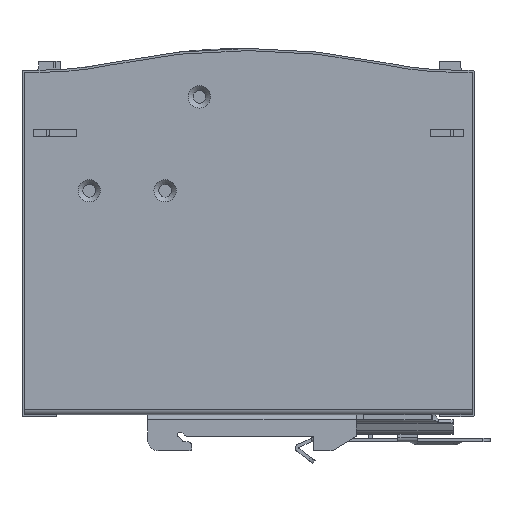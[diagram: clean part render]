
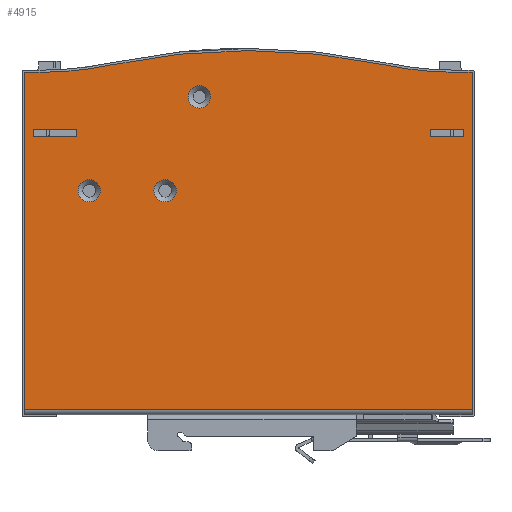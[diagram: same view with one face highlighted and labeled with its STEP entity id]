
A CAD part, front view. The second image highlights one B-rep face of the part: STEP entity #4915.
In plain terms, the highlighted planar face has unit normal (0, -1, 0).
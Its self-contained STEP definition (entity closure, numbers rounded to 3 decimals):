
#4915=ADVANCED_FACE('',(#14780,#14781,#14782,#14783,#14784,#14785),#6449,
 .F.);
#6449=PLANE('',#33242);
#7724=LINE('',#43045,#11251);
#7746=LINE('',#43130,#11273);
#7747=LINE('',#43133,#11274);
#7748=LINE('',#43135,#11275);
#7749=LINE('',#43137,#11276);
#7750=LINE('',#43138,#11277);
#7751=LINE('',#43141,#11278);
#7752=LINE('',#43143,#11279);
#7753=LINE('',#43145,#11280);
#7754=LINE('',#43146,#11281);
#7755=LINE('',#43154,#11282);
#7756=LINE('',#43156,#11283);
#7757=LINE('',#43158,#11284);
#11251=VECTOR('',#35337,1.);
#11273=VECTOR('',#35409,1.);
#11274=VECTOR('',#35410,1.);
#11275=VECTOR('',#35411,1.);
#11276=VECTOR('',#35412,1.);
#11277=VECTOR('',#35413,1.);
#11278=VECTOR('',#35414,1.);
#11279=VECTOR('',#35415,1.);
#11280=VECTOR('',#35416,1.);
#11281=VECTOR('',#35417,1.);
#11282=VECTOR('',#35424,1.);
#11283=VECTOR('',#35425,1.);
#11284=VECTOR('',#35426,1.);
#14780=FACE_BOUND('',#15156,.T.);
#14781=FACE_BOUND('',#15157,.T.);
#14782=FACE_BOUND('',#15158,.T.);
#14783=FACE_BOUND('',#15159,.T.);
#14784=FACE_BOUND('',#15160,.T.);
#14785=FACE_BOUND('',#15161,.T.);
#15156=EDGE_LOOP('',(#17023));
#15157=EDGE_LOOP('',(#17024));
#15158=EDGE_LOOP('',(#17025));
#15159=EDGE_LOOP('',(#17026,#17027,#17028,#17029));
#15160=EDGE_LOOP('',(#17030,#17031,#17032,#17033));
#15161=EDGE_LOOP('',(#17034,#17035,#17036,#17037,#17038,#17039,#17040,#17041));
#17023=ORIENTED_EDGE('',*,*,#28482,.T.);
#17024=ORIENTED_EDGE('',*,*,#28483,.T.);
#17025=ORIENTED_EDGE('',*,*,#28484,.T.);
#17026=ORIENTED_EDGE('',*,*,#28485,.F.);
#17027=ORIENTED_EDGE('',*,*,#28486,.F.);
#17028=ORIENTED_EDGE('',*,*,#28487,.F.);
#17029=ORIENTED_EDGE('',*,*,#28488,.F.);
#17030=ORIENTED_EDGE('',*,*,#28489,.F.);
#17031=ORIENTED_EDGE('',*,*,#28490,.F.);
#17032=ORIENTED_EDGE('',*,*,#28491,.F.);
#17033=ORIENTED_EDGE('',*,*,#28492,.F.);
#17034=ORIENTED_EDGE('',*,*,#28493,.F.);
#17035=ORIENTED_EDGE('',*,*,#28494,.F.);
#17036=ORIENTED_EDGE('',*,*,#28495,.F.);
#17037=ORIENTED_EDGE('',*,*,#28496,.F.);
#17038=ORIENTED_EDGE('',*,*,#28497,.F.);
#17039=ORIENTED_EDGE('',*,*,#28498,.F.);
#17040=ORIENTED_EDGE('',*,*,#28499,.T.);
#17041=ORIENTED_EDGE('',*,*,#28442,.T.);
#25567=VERTEX_POINT('',#43044);
#25568=VERTEX_POINT('',#43046);
#25603=VERTEX_POINT('',#43125);
#25604=VERTEX_POINT('',#43127);
#25605=VERTEX_POINT('',#43129);
#25606=VERTEX_POINT('',#43131);
#25607=VERTEX_POINT('',#43132);
#25608=VERTEX_POINT('',#43134);
#25609=VERTEX_POINT('',#43136);
#25610=VERTEX_POINT('',#43139);
#25611=VERTEX_POINT('',#43140);
#25612=VERTEX_POINT('',#43142);
#25613=VERTEX_POINT('',#43144);
#25614=VERTEX_POINT('',#43147);
#25615=VERTEX_POINT('',#43149);
#25616=VERTEX_POINT('',#43151);
#25617=VERTEX_POINT('',#43153);
#25618=VERTEX_POINT('',#43155);
#25619=VERTEX_POINT('',#43157);
#28442=EDGE_CURVE('',#25568,#25567,#7724,.T.);
#28482=EDGE_CURVE('',#25603,#25603,#32727,.T.);
#28483=EDGE_CURVE('',#25604,#25604,#32728,.T.);
#28484=EDGE_CURVE('',#25605,#25605,#32729,.T.);
#28485=EDGE_CURVE('',#25606,#25607,#7746,.T.);
#28486=EDGE_CURVE('',#25608,#25606,#7747,.T.);
#28487=EDGE_CURVE('',#25609,#25608,#7748,.T.);
#28488=EDGE_CURVE('',#25607,#25609,#7749,.T.);
#28489=EDGE_CURVE('',#25610,#25611,#7750,.T.);
#28490=EDGE_CURVE('',#25612,#25610,#7751,.T.);
#28491=EDGE_CURVE('',#25613,#25612,#7752,.T.);
#28492=EDGE_CURVE('',#25611,#25613,#7753,.T.);
#28493=EDGE_CURVE('',#25614,#25567,#7754,.T.);
#28494=EDGE_CURVE('',#25615,#25614,#32730,.T.);
#28495=EDGE_CURVE('',#25616,#25615,#32731,.T.);
#28496=EDGE_CURVE('',#25617,#25616,#32732,.T.);
#28497=EDGE_CURVE('',#25618,#25617,#7755,.T.);
#28498=EDGE_CURVE('',#25619,#25618,#7756,.T.);
#28499=EDGE_CURVE('',#25619,#25568,#7757,.T.);
#32727=CIRCLE('',#33236,3.1);
#32728=CIRCLE('',#33237,3.1);
#32729=CIRCLE('',#33238,3.1);
#32730=CIRCLE('',#33239,90.);
#32731=CIRCLE('',#33240,184.);
#32732=CIRCLE('',#33241,90.);
#33236=AXIS2_PLACEMENT_3D('',#43124,#35403,#35404);
#33237=AXIS2_PLACEMENT_3D('',#43126,#35405,#35406);
#33238=AXIS2_PLACEMENT_3D('',#43128,#35407,#35408);
#33239=AXIS2_PLACEMENT_3D('',#43148,#35418,#35419);
#33240=AXIS2_PLACEMENT_3D('',#43150,#35420,#35421);
#33241=AXIS2_PLACEMENT_3D('',#43152,#35422,#35423);
#33242=AXIS2_PLACEMENT_3D('',#43159,#35427,#35428);
#35337=DIRECTION('',(0.,0.,1.));
#35403=DIRECTION('',(0.,1.,0.));
#35404=DIRECTION('',(0.,0.,1.));
#35405=DIRECTION('',(0.,1.,0.));
#35406=DIRECTION('',(0.,0.,1.));
#35407=DIRECTION('',(0.,1.,0.));
#35408=DIRECTION('',(0.,0.,1.));
#35409=DIRECTION('',(-1.,0.,0.));
#35410=DIRECTION('',(0.,0.,1.));
#35411=DIRECTION('',(1.,0.,0.));
#35412=DIRECTION('',(0.,0.,-1.));
#35413=DIRECTION('',(-1.,0.,0.));
#35414=DIRECTION('',(0.,0.,1.));
#35415=DIRECTION('',(1.,0.,0.));
#35416=DIRECTION('',(0.,0.,-1.));
#35417=DIRECTION('',(1.,0.,0.));
#35418=DIRECTION('',(0.,-1.,0.));
#35419=DIRECTION('',(0.,0.,1.));
#35420=DIRECTION('',(0.,1.,0.));
#35421=DIRECTION('',(0.,0.,1.));
#35422=DIRECTION('',(0.,-1.,0.));
#35423=DIRECTION('',(0.,0.,1.));
#35424=DIRECTION('',(1.,0.,0.));
#35425=DIRECTION('',(0.,0.,1.));
#35426=DIRECTION('',(1.,0.,0.));
#35427=DIRECTION('',(0.,1.,0.));
#35428=DIRECTION('',(0.,0.,1.));
#43044=CARTESIAN_POINT('',(62.,-16.,94.8));
#43045=CARTESIAN_POINT('',(62.,-16.,1.502));
#43046=CARTESIAN_POINT('',(62.,-16.,1.502));
#43124=CARTESIAN_POINT('',(-13.5,-16.,88.));
#43125=CARTESIAN_POINT('',(-13.5,-16.,91.1));
#43126=CARTESIAN_POINT('',(-23.,-16.,62.));
#43127=CARTESIAN_POINT('',(-23.,-16.,65.1));
#43128=CARTESIAN_POINT('',(-44.,-16.,62.));
#43129=CARTESIAN_POINT('',(-44.,-16.,65.1));
#43130=CARTESIAN_POINT('',(-62.,-16.,79.));
#43131=CARTESIAN_POINT('',(-47.5,-16.,79.));
#43132=CARTESIAN_POINT('',(-59.5,-16.,79.));
#43133=CARTESIAN_POINT('',(-47.5,-16.,1.502));
#43134=CARTESIAN_POINT('',(-47.5,-16.,77.));
#43135=CARTESIAN_POINT('',(-62.,-16.,77.));
#43136=CARTESIAN_POINT('',(-59.5,-16.,77.));
#43137=CARTESIAN_POINT('',(-59.5,-16.,1.502));
#43138=CARTESIAN_POINT('',(-62.,-16.,79.));
#43139=CARTESIAN_POINT('',(59.5,-16.,79.));
#43140=CARTESIAN_POINT('',(50.5,-16.,79.));
#43141=CARTESIAN_POINT('',(59.5,-16.,1.502));
#43142=CARTESIAN_POINT('',(59.5,-16.,77.));
#43143=CARTESIAN_POINT('',(-62.,-16.,77.));
#43144=CARTESIAN_POINT('',(50.5,-16.,77.));
#43145=CARTESIAN_POINT('',(50.5,-16.,1.502));
#43146=CARTESIAN_POINT('',(-62.,-16.,94.8));
#43147=CARTESIAN_POINT('',(57.026,-16.,94.8));
#43148=CARTESIAN_POINT('',(57.026,-16.,184.8));
#43149=CARTESIAN_POINT('',(38.295,-16.,96.771));
#43150=CARTESIAN_POINT('',(0.,-16.,-83.2));
#43151=CARTESIAN_POINT('',(-38.295,-16.,96.771));
#43152=CARTESIAN_POINT('',(-57.026,-16.,184.8));
#43153=CARTESIAN_POINT('',(-57.026,-16.,94.8));
#43154=CARTESIAN_POINT('',(-62.,-16.,94.8));
#43155=CARTESIAN_POINT('',(-62.,-16.,94.8));
#43156=CARTESIAN_POINT('',(-62.,-16.,1.502));
#43157=CARTESIAN_POINT('',(-62.,-16.,1.502));
#43158=CARTESIAN_POINT('',(-62.,-16.,1.502));
#43159=CARTESIAN_POINT('',(-62.,-16.,1.502));
